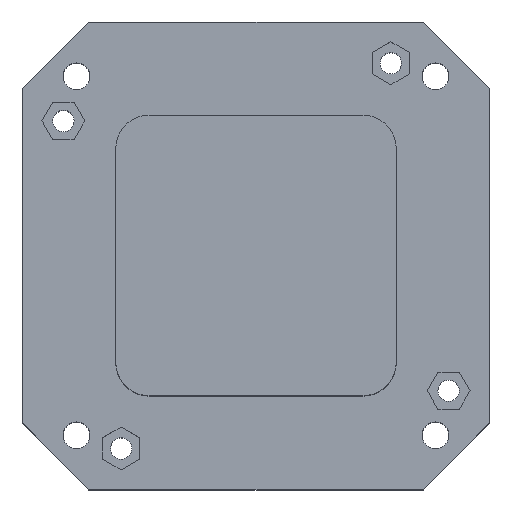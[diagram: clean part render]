
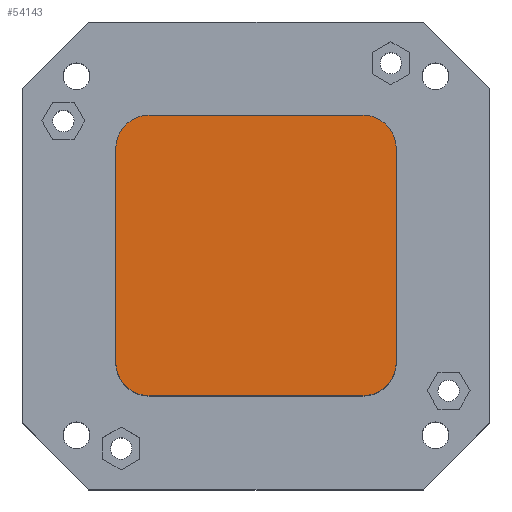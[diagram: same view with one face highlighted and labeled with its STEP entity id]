
A CAD part, top view. The second image highlights one B-rep face of the part: STEP entity #54143.
In plain terms, the highlighted planar face has unit normal (0, 0, 1).
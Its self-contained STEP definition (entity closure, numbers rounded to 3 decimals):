
#2285 = DIRECTION ( 'NONE',  ( -1., 0., 0. ) ) ;
#2461 = DIRECTION ( 'NONE',  ( -1., 0., 0. ) ) ;
#2559 = ORIENTED_EDGE ( 'NONE', *, *, #57559, .T. ) ;
#5586 = CARTESIAN_POINT ( 'NONE',  ( -16., -16., 33. ) ) ;
#6536 = AXIS2_PLACEMENT_3D ( 'NONE', #41987, #60773, #2461 ) ;
#8221 = ORIENTED_EDGE ( 'NONE', *, *, #60448, .T. ) ;
#8612 = ORIENTED_EDGE ( 'NONE', *, *, #33634, .T. ) ;
#10218 = VECTOR ( 'NONE', #60599, 1000. ) ;
#10736 = CARTESIAN_POINT ( 'NONE',  ( -21., 16., 33. ) ) ;
#14896 = CARTESIAN_POINT ( 'NONE',  ( -16., 21., 33. ) ) ;
#15032 = DIRECTION ( 'NONE',  ( 0., -1., 0. ) ) ;
#15855 = AXIS2_PLACEMENT_3D ( 'NONE', #52187, #51244, #27267 ) ;
#17162 = CARTESIAN_POINT ( 'NONE',  ( -21., -16., 33. ) ) ;
#17752 = DIRECTION ( 'NONE',  ( 1., 0., 0. ) ) ;
#18894 = ORIENTED_EDGE ( 'NONE', *, *, #59366, .T. ) ;
#20168 = PLANE ( 'NONE',  #53899 ) ;
#20323 = EDGE_CURVE ( 'NONE', #23591, #21931, #62360, .T. ) ;
#20381 = LINE ( 'NONE', #14896, #53005 ) ;
#21931 = VERTEX_POINT ( 'NONE', #10736 ) ;
#22104 = DIRECTION ( 'NONE',  ( 1., 0., 0. ) ) ;
#22839 = CARTESIAN_POINT ( 'NONE',  ( 21., -16., 33. ) ) ;
#23132 = VERTEX_POINT ( 'NONE', #47226 ) ;
#23591 = VERTEX_POINT ( 'NONE', #31930 ) ;
#25017 = FACE_OUTER_BOUND ( 'NONE', #50845, .T. ) ;
#25999 = VECTOR ( 'NONE', #17752, 1000. ) ;
#27267 = DIRECTION ( 'NONE',  ( -1., 0., 0. ) ) ;
#28507 = CARTESIAN_POINT ( 'NONE',  ( 21., 16., 33. ) ) ;
#28895 = EDGE_CURVE ( 'NONE', #41967, #51288, #62340, .T. ) ;
#30123 = CIRCLE ( 'NONE', #35312, 5. ) ;
#31930 = CARTESIAN_POINT ( 'NONE',  ( -16., 21., 33. ) ) ;
#33634 = EDGE_CURVE ( 'NONE', #23132, #38258, #52287, .T. ) ;
#35312 = AXIS2_PLACEMENT_3D ( 'NONE', #52198, #40682, #22104 ) ;
#38258 = VERTEX_POINT ( 'NONE', #28507 ) ;
#39304 = DIRECTION ( 'NONE',  ( 0., 0., -1. ) ) ;
#40289 = LINE ( 'NONE', #53890, #44638 ) ;
#40682 = DIRECTION ( 'NONE',  ( 0., 0., 1. ) ) ;
#41967 = VERTEX_POINT ( 'NONE', #17162 ) ;
#41987 = CARTESIAN_POINT ( 'NONE',  ( 16., 16., 33. ) ) ;
#42122 = DIRECTION ( 'NONE',  ( 0., 0., 1. ) ) ;
#42326 = CARTESIAN_POINT ( 'NONE',  ( 16., 21., 33. ) ) ;
#42355 = LINE ( 'NONE', #62103, #25999 ) ;
#44638 = VECTOR ( 'NONE', #15032, 1000. ) ;
#46370 = ORIENTED_EDGE ( 'NONE', *, *, #20323, .T. ) ;
#46460 = VERTEX_POINT ( 'NONE', #42326 ) ;
#46473 = ORIENTED_EDGE ( 'NONE', *, *, #28895, .T. ) ;
#46663 = CARTESIAN_POINT ( 'NONE',  ( -16., -16., 33. ) ) ;
#47226 = CARTESIAN_POINT ( 'NONE',  ( 21., -16., 33. ) ) ;
#49141 = CARTESIAN_POINT ( 'NONE',  ( 16., -21., 33. ) ) ;
#50845 = EDGE_LOOP ( 'NONE', ( #46473, #55601, #63805, #8612, #8221, #18894, #46370, #2559 ) ) ;
#51244 = DIRECTION ( 'NONE',  ( 0., 0., 1. ) ) ;
#51288 = VERTEX_POINT ( 'NONE', #63527 ) ;
#52187 = CARTESIAN_POINT ( 'NONE',  ( -16., 16., 33. ) ) ;
#52198 = CARTESIAN_POINT ( 'NONE',  ( 16., -16., 33. ) ) ;
#52287 = LINE ( 'NONE', #22839, #10218 ) ;
#53005 = VECTOR ( 'NONE', #54372, 1000. ) ;
#53054 = AXIS2_PLACEMENT_3D ( 'NONE', #46663, #42122, #2285 ) ;
#53890 = CARTESIAN_POINT ( 'NONE',  ( -21., -16., 33. ) ) ;
#53899 = AXIS2_PLACEMENT_3D ( 'NONE', #5586, #39304, #60866 ) ;
#54143 = ADVANCED_FACE ( 'NONE', ( #25017 ), #20168, .F. ) ;
#54372 = DIRECTION ( 'NONE',  ( -1., 0., 0. ) ) ;
#55601 = ORIENTED_EDGE ( 'NONE', *, *, #57215, .T. ) ;
#56177 = CIRCLE ( 'NONE', #6536, 5. ) ;
#56643 = EDGE_CURVE ( 'NONE', #59614, #23132, #30123, .T. ) ;
#57215 = EDGE_CURVE ( 'NONE', #51288, #59614, #42355, .T. ) ;
#57559 = EDGE_CURVE ( 'NONE', #21931, #41967, #40289, .T. ) ;
#59366 = EDGE_CURVE ( 'NONE', #46460, #23591, #20381, .T. ) ;
#59614 = VERTEX_POINT ( 'NONE', #49141 ) ;
#60448 = EDGE_CURVE ( 'NONE', #38258, #46460, #56177, .T. ) ;
#60599 = DIRECTION ( 'NONE',  ( 0., 1., 0. ) ) ;
#60773 = DIRECTION ( 'NONE',  ( 0., 0., 1. ) ) ;
#60866 = DIRECTION ( 'NONE',  ( -1., 0., 0. ) ) ;
#62103 = CARTESIAN_POINT ( 'NONE',  ( -16., -21., 33. ) ) ;
#62340 = CIRCLE ( 'NONE', #53054, 5. ) ;
#62360 = CIRCLE ( 'NONE', #15855, 5. ) ;
#63527 = CARTESIAN_POINT ( 'NONE',  ( -16., -21., 33. ) ) ;
#63805 = ORIENTED_EDGE ( 'NONE', *, *, #56643, .T. ) ;
